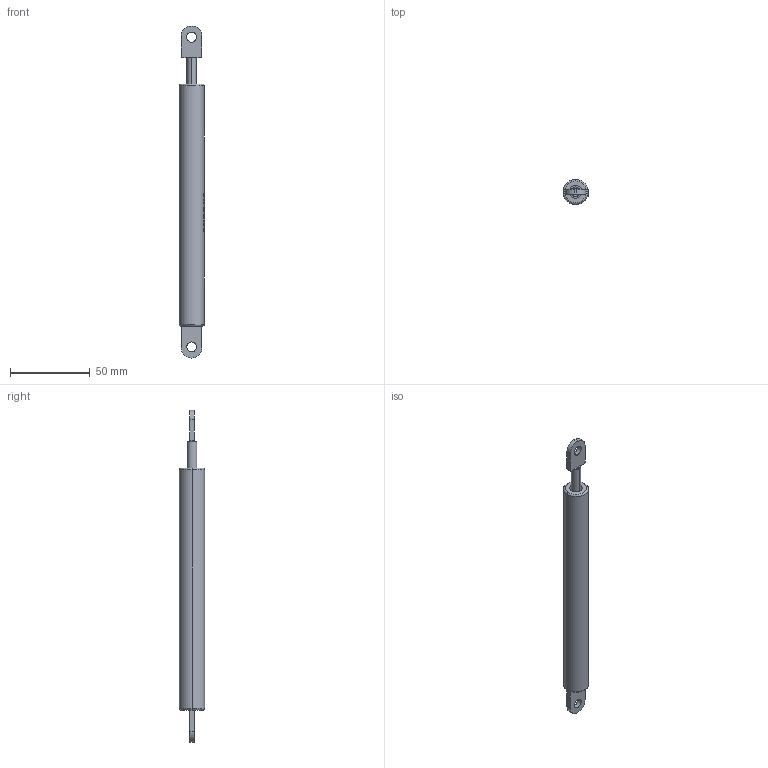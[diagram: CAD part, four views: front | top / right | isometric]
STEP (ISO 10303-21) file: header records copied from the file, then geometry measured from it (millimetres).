
FILE_DESCRIPTION (( 'STEP AP214' ), '1' );
FILE_NAME ('10770~0.STEP', '2018-06-19T11:34:11', ( '' ), ( '' ), 'SwSTEP 2.0', 'SolidWorks 2018', '' );
FILE_SCHEMA (( 'AUTOMOTIVE_DESIGN' ));
Length unit declared in the file: millimetre
Products named in the file (3): 10770_2~0; 10770~0; 10770_1~0
Assembly tree (2 placements, depth 2):
  10770~0
    10770_1~0
    10770_2~0
Bounding box: 16.2 x 15.7 x 208.09 mm (x, y, z)
Volume: 31112.8 mm3; surface area: 15241.4 mm2
Topology: 2 solids, 2 shells, 296 faces, 845 edges, 562 vertices
Faces by surface type: plane 148, bspline 108, cylinder 36, torus 4
Entity records: 13810 total; most frequent: CARTESIAN_POINT 6536, ORIENTED_EDGE 1690, DIRECTION 1124, EDGE_CURVE 845, VERTEX_POINT 562, LINE 448, VECTOR 448, AXIS2_PLACEMENT_3D 338
